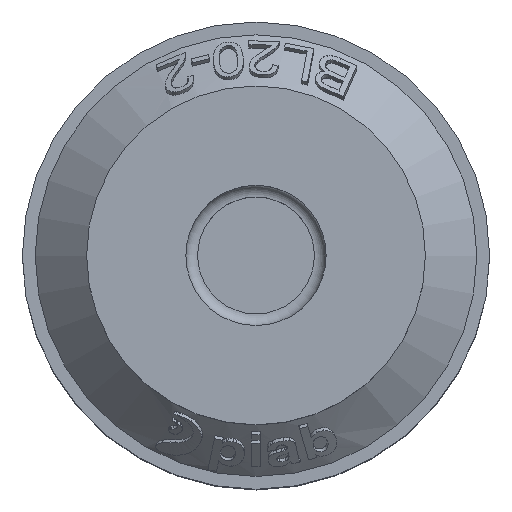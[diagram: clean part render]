
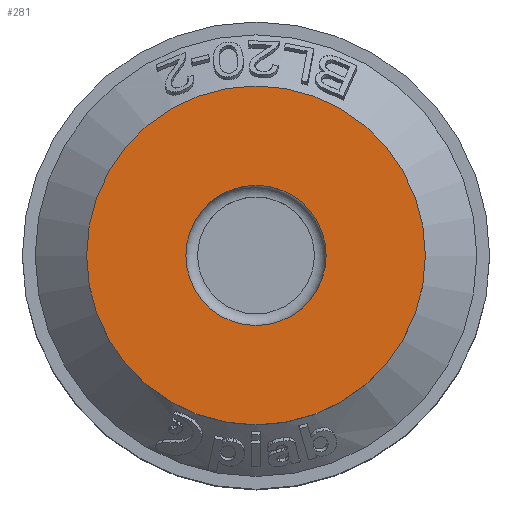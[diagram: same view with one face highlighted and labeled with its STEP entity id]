
A CAD part, top view. The second image highlights one B-rep face of the part: STEP entity #281.
In plain terms, the highlighted planar face has unit normal (0, 0, 1).
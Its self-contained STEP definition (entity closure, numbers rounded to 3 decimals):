
#281 = ADVANCED_FACE( '', ( #807, #808 ), #809, .F. );
#807 = FACE_OUTER_BOUND( '', #2208, .T. );
#808 = FACE_BOUND( '', #2209, .T. );
#809 = PLANE( '', #2210 );
#2208 = EDGE_LOOP( '', ( #4060 ) );
#2209 = EDGE_LOOP( '', ( #4061 ) );
#2210 = AXIS2_PLACEMENT_3D( '', #4062, #4063, #4064 );
#4060 = ORIENTED_EDGE( '', *, *, #4785, .F. );
#4061 = ORIENTED_EDGE( '', *, *, #4778, .T. );
#4062 = CARTESIAN_POINT( '', ( 0., -3., 0. ) );
#4063 = DIRECTION( '', ( 0., 0., -1. ) );
#4064 = DIRECTION( '', ( -1., 0., 0. ) );
#4778 = EDGE_CURVE( '', #5828, #5828, #5829, .T. );
#4785 = EDGE_CURVE( '', #5842, #5842, #5843, .T. );
#5828 = VERTEX_POINT( '', #9021 );
#5829 = CIRCLE( '', #9022, 3. );
#5842 = VERTEX_POINT( '', #9035 );
#5843 = CIRCLE( '', #9036, 7.25 );
#9021 = CARTESIAN_POINT( '', ( -3., 0., 0. ) );
#9022 = AXIS2_PLACEMENT_3D( '', #9206, #9207, #9208 );
#9035 = CARTESIAN_POINT( '', ( -7.25, 0., 0. ) );
#9036 = AXIS2_PLACEMENT_3D( '', #9227, #9228, #9229 );
#9206 = CARTESIAN_POINT( '', ( 0., 0., 0. ) );
#9207 = DIRECTION( '', ( 0., 0., -1. ) );
#9208 = DIRECTION( '', ( -1., 0., 0. ) );
#9227 = CARTESIAN_POINT( '', ( 0., 0., 0. ) );
#9228 = DIRECTION( '', ( 0., 0., -1. ) );
#9229 = DIRECTION( '', ( -1., 0., 0. ) );
